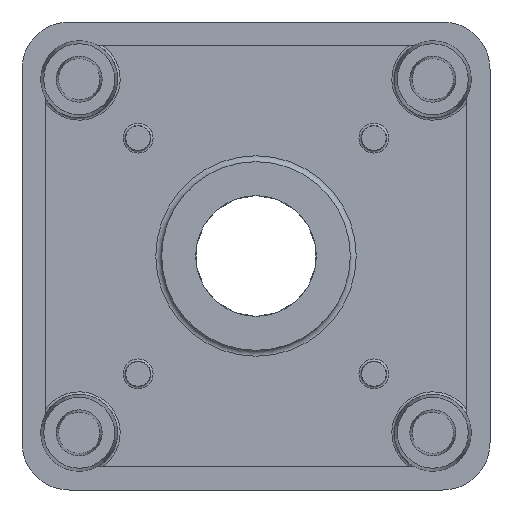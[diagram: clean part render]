
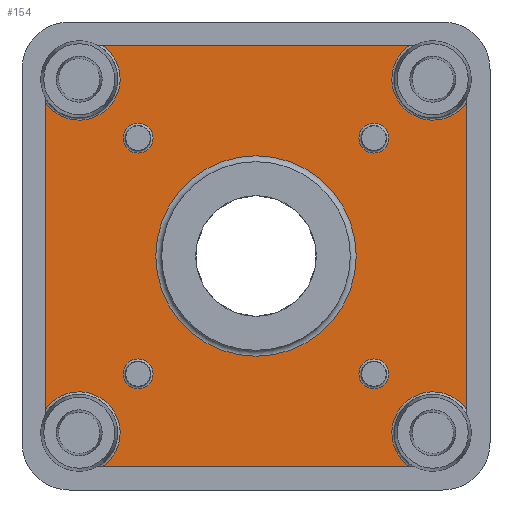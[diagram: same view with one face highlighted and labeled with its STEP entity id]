
A CAD part, front view. The second image highlights one B-rep face of the part: STEP entity #154.
In plain terms, the highlighted planar face has unit normal (0, -1, 0).
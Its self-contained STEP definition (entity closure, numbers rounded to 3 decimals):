
#154=ADVANCED_FACE('',(#288,#289,#290,#291,#292,#293),#294,.F.);
#288=FACE_BOUND('',#537,.T.);
#289=FACE_BOUND('',#538,.T.);
#290=FACE_BOUND('',#539,.T.);
#291=FACE_BOUND('',#540,.T.);
#292=FACE_OUTER_BOUND('',#541,.T.);
#293=FACE_BOUND('',#542,.T.);
#294=PLANE('',#543);
#537=EDGE_LOOP('',(#888));
#538=EDGE_LOOP('',(#889));
#539=EDGE_LOOP('',(#890));
#540=EDGE_LOOP('',(#891));
#541=EDGE_LOOP('',(#892,#893,#894,#895,#896,#897,#898,#899));
#542=EDGE_LOOP('',(#900));
#543=AXIS2_PLACEMENT_3D('',#901,#902,#903);
#888=ORIENTED_EDGE('',*,*,#1074,.F.);
#889=ORIENTED_EDGE('',*,*,#1063,.F.);
#890=ORIENTED_EDGE('',*,*,#1077,.F.);
#891=ORIENTED_EDGE('',*,*,#1025,.F.);
#892=ORIENTED_EDGE('',*,*,#1005,.F.);
#893=ORIENTED_EDGE('',*,*,#994,.F.);
#894=ORIENTED_EDGE('',*,*,#976,.F.);
#895=ORIENTED_EDGE('',*,*,#982,.F.);
#896=ORIENTED_EDGE('',*,*,#997,.F.);
#897=ORIENTED_EDGE('',*,*,#1003,.F.);
#898=ORIENTED_EDGE('',*,*,#985,.F.);
#899=ORIENTED_EDGE('',*,*,#991,.F.);
#900=ORIENTED_EDGE('',*,*,#1078,.F.);
#901=CARTESIAN_POINT('',(-14.67,2.0,-14.67));
#902=DIRECTION('',(-0.0,1.0,0.0));
#903=DIRECTION('',(1.0,0.0,0.0));
#976=EDGE_CURVE('',#1086,#1088,#1089,.T.);
#982=EDGE_CURVE('',#1097,#1086,#1099,.T.);
#985=EDGE_CURVE('',#1103,#1105,#1106,.T.);
#991=EDGE_CURVE('',#1114,#1103,#1116,.T.);
#994=EDGE_CURVE('',#1088,#1121,#1122,.T.);
#997=EDGE_CURVE('',#1126,#1097,#1127,.T.);
#1003=EDGE_CURVE('',#1105,#1126,#1136,.T.);
#1005=EDGE_CURVE('',#1121,#1114,#1138,.T.);
#1025=EDGE_CURVE('',#1173,#1173,#1174,.T.);
#1063=EDGE_CURVE('',#1238,#1238,#1239,.T.);
#1074=EDGE_CURVE('',#1255,#1255,#1256,.T.);
#1077=EDGE_CURVE('',#1261,#1261,#1262,.T.);
#1078=EDGE_CURVE('',#1263,#1263,#1264,.T.);
#1086=VERTEX_POINT('',#1276);
#1088=VERTEX_POINT('',#1287);
#1089=CIRCLE('',#1288,3.478);
#1097=VERTEX_POINT('',#1312);
#1099=LINE('',#1323,#1324);
#1103=VERTEX_POINT('',#1328);
#1105=VERTEX_POINT('',#1340);
#1106=CIRCLE('',#1341,3.478);
#1114=VERTEX_POINT('',#1365);
#1116=LINE('',#1376,#1377);
#1121=VERTEX_POINT('',#1386);
#1122=LINE('',#1387,#1388);
#1126=VERTEX_POINT('',#1404);
#1127=CIRCLE('',#1405,3.478);
#1136=LINE('',#1431,#1432);
#1138=CIRCLE('',#1434,3.478);
#1173=VERTEX_POINT('',#1473);
#1174=CIRCLE('',#1474,1.271);
#1238=VERTEX_POINT('',#1549);
#1239=CIRCLE('',#1550,1.271);
#1255=VERTEX_POINT('',#1571);
#1256=CIRCLE('',#1572,1.271);
#1261=VERTEX_POINT('',#1577);
#1262=CIRCLE('',#1578,1.271);
#1263=VERTEX_POINT('',#1579);
#1264=CIRCLE('',#1580,8.5);
#1276=CARTESIAN_POINT('',(-17.885,2.0,13.058));
#1287=CARTESIAN_POINT('',(-13.058,2.0,17.885));
#1288=AXIS2_PLACEMENT_3D('',#1592,#1593,#1594);
#1312=CARTESIAN_POINT('',(-17.885,2.0,-13.058));
#1323=CARTESIAN_POINT('',(-17.885,2.0,-14.67));
#1324=VECTOR('',#1596,1.0);
#1328=CARTESIAN_POINT('',(17.885,2.0,-13.058));
#1340=CARTESIAN_POINT('',(13.058,2.0,-17.885));
#1341=AXIS2_PLACEMENT_3D('',#1600,#1601,#1602);
#1365=CARTESIAN_POINT('',(17.885,2.0,13.058));
#1376=CARTESIAN_POINT('',(17.885,2.0,14.67));
#1377=VECTOR('',#1604,1.0);
#1386=CARTESIAN_POINT('',(13.058,2.0,17.885));
#1387=CARTESIAN_POINT('',(-14.67,2.0,17.885));
#1388=VECTOR('',#1606,1.0);
#1404=CARTESIAN_POINT('',(-13.058,2.0,-17.885));
#1405=AXIS2_PLACEMENT_3D('',#1607,#1608,#1609);
#1431=CARTESIAN_POINT('',(14.67,2.0,-17.885));
#1432=VECTOR('',#1614,1.0);
#1434=AXIS2_PLACEMENT_3D('',#1618,#1619,#1620);
#1473=CARTESIAN_POINT('',(10.0,2.0,8.729));
#1474=AXIS2_PLACEMENT_3D('',#1670,#1671,#1672);
#1549=CARTESIAN_POINT('',(-10.0,2.0,-11.271));
#1550=AXIS2_PLACEMENT_3D('',#1762,#1763,#1764);
#1571=CARTESIAN_POINT('',(-10.0,2.0,8.729));
#1572=AXIS2_PLACEMENT_3D('',#1785,#1786,#1787);
#1577=CARTESIAN_POINT('',(10.0,2.0,-11.271));
#1578=AXIS2_PLACEMENT_3D('',#1794,#1795,#1796);
#1579=CARTESIAN_POINT('',(0.0,2.0,-8.5));
#1580=AXIS2_PLACEMENT_3D('',#1797,#1798,#1799);
#1592=CARTESIAN_POINT('',(-15.0,2.0,15.0));
#1593=DIRECTION('',(0.0,-1.0,0.0));
#1594=DIRECTION('',(0.0,0.0,-1.0));
#1596=DIRECTION('',(0.0,0.0,1.0));
#1600=CARTESIAN_POINT('',(15.0,2.0,-15.0));
#1601=DIRECTION('',(0.0,-1.0,0.0));
#1602=DIRECTION('',(0.0,0.0,-1.0));
#1604=DIRECTION('',(0.0,0.0,-1.0));
#1606=DIRECTION('',(1.0,0.0,0.0));
#1607=CARTESIAN_POINT('',(-15.0,2.0,-15.0));
#1608=DIRECTION('',(0.0,-1.0,0.0));
#1609=DIRECTION('',(0.0,0.0,-1.0));
#1614=DIRECTION('',(-1.0,0.0,0.0));
#1618=CARTESIAN_POINT('',(15.0,2.0,15.0));
#1619=DIRECTION('',(0.0,-1.0,0.0));
#1620=DIRECTION('',(0.0,0.0,-1.0));
#1670=CARTESIAN_POINT('',(10.0,2.0,10.0));
#1671=DIRECTION('',(0.0,-1.0,0.0));
#1672=DIRECTION('',(0.0,0.0,-1.0));
#1762=CARTESIAN_POINT('',(-10.0,2.0,-10.0));
#1763=DIRECTION('',(0.0,-1.0,0.0));
#1764=DIRECTION('',(0.0,0.0,-1.0));
#1785=CARTESIAN_POINT('',(-10.0,2.0,10.0));
#1786=DIRECTION('',(0.0,-1.0,0.0));
#1787=DIRECTION('',(0.0,0.0,-1.0));
#1794=CARTESIAN_POINT('',(10.0,2.0,-10.0));
#1795=DIRECTION('',(0.0,-1.0,0.0));
#1796=DIRECTION('',(0.0,0.0,-1.0));
#1797=CARTESIAN_POINT('',(0.0,2.0,0.0));
#1798=DIRECTION('',(0.0,-1.0,0.0));
#1799=DIRECTION('',(0.0,0.0,-1.0));
